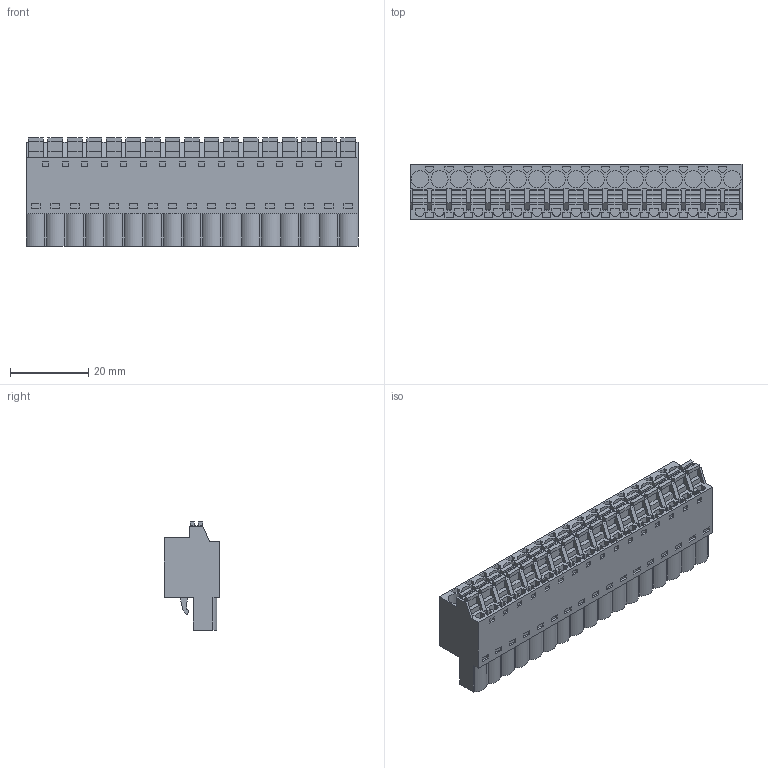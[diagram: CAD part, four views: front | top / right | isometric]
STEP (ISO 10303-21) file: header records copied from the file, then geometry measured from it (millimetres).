
FILE_DESCRIPTION(('CATIA V5 STEP Exchange','CAx-IF Rec.Pracs.--- Model Styling and Organization---1.2---2011-12-15'),'2;1');
FILE_NAME ('D1446778_0_1018040000_1018040000.stp','2017-04-27T12:34:39+00:00',('none'),('Weidmueller'),'CATIA Version 5-6 Release 2014','CATIA V5 STEP AP214','none');
FILE_SCHEMA(('AUTOMOTIVE_DESIGN { 1 0 10303 214 1 1 1 1 }'));
Length unit declared in the file: millimetre
Products named in the file (1): 1018040000
Bounding box: 85 x 14.2 x 27.73 mm (x, y, z)
Volume: 21296.4 mm3; surface area: 11224.8 mm2
Topology: 18 solids, 18 shells, 1409 faces, 4116 edges, 2878 vertices
Faces by surface type: plane 1282, cylinder 123, extrusion 4
Entity records: 44928 total; most frequent: ORIENTED_EDGE 8232, CARTESIAN_POINT 8038, DIRECTION 5874, EDGE_CURVE 4116, VECTOR 3833, LINE 3829, VERTEX_POINT 2878, EDGE_LOOP 1576
